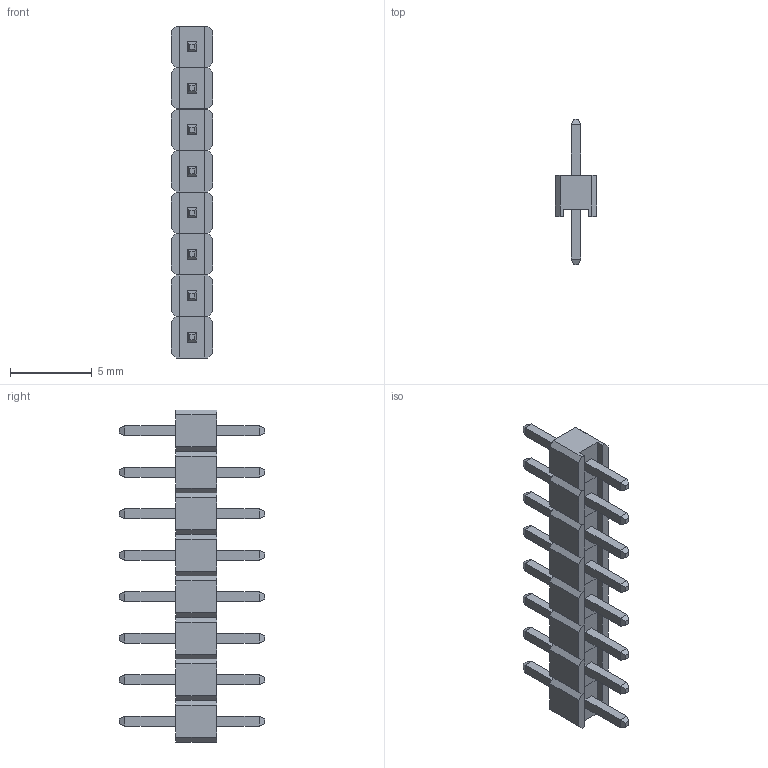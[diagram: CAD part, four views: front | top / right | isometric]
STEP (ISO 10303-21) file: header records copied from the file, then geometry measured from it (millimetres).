
FILE_DESCRIPTION (( 'STEP AP214' ), '1' );
FILE_NAME ('Pin Header 8 Way.STEP', '2025-06-30T14:09:29', ( '' ), ( '' ), 'SwSTEP 2.0', 'SolidWorks 2025', '' );
FILE_SCHEMA (( 'AUTOMOTIVE_DESIGN' ));
Length unit declared in the file: millimetre
Products named in the file (1): Pin Header 8 Way
Bounding box: 2.54 x 8.88 x 20.32 mm (x, y, z)
Volume: 129.8 mm3; surface area: 418.6 mm2
Topology: 8 solids, 8 shells, 256 faces, 608 edges, 384 vertices
Faces by surface type: plane 256
Entity records: 10042 total; most frequent: CARTESIAN_POINT 1249, ORIENTED_EDGE 1216, DIRECTION 1122, VECTOR 608, EDGE_CURVE 608, LINE 608, VERTEX_POINT 384, EDGE_LOOP 272
